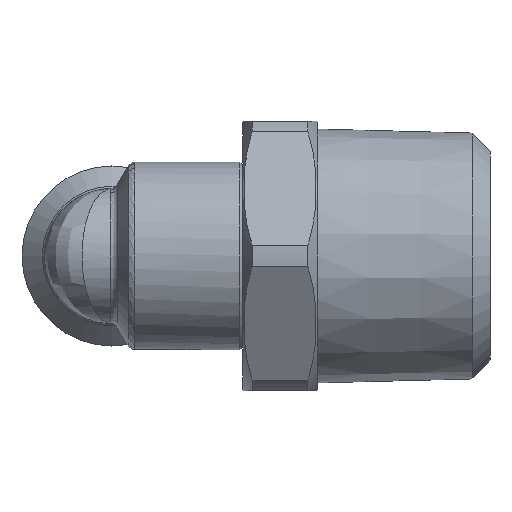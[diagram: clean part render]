
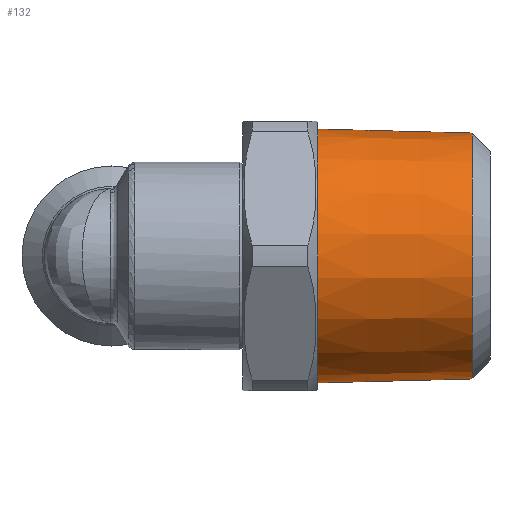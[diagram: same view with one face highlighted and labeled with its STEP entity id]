
A CAD part, left-side view. The second image highlights one B-rep face of the part: STEP entity #132.
In plain terms, the highlighted conical face has half-angle 1.47 degrees and reference radius 8.462 mm.
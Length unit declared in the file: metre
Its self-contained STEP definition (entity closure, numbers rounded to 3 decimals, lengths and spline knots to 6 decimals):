
#132 = ADVANCED_FACE( 'NONE', ( #304, #305 ), #306, .T. );
#304 = FACE_OUTER_BOUND( '', #762, .T. );
#305 = FACE_BOUND( '', #763, .T. );
#306 = CONICAL_SURFACE( '', #764, 0.008462, 0.026 );
#762 = EDGE_LOOP( '', ( #1201 ) );
#763 = EDGE_LOOP( '', ( #1202 ) );
#764 = AXIS2_PLACEMENT_3D( '', #1203, #1204, #1205 );
#1201 = ORIENTED_EDGE( '', *, *, #1518, .T. );
#1202 = ORIENTED_EDGE( '', *, *, #1515, .F. );
#1203 = CARTESIAN_POINT( '', ( 0., -0.0137, 0. ) );
#1204 = DIRECTION( '', ( 0., 1., 0. ) );
#1205 = DIRECTION( '', ( 0., 0., 1. ) );
#1515 = EDGE_CURVE( 'NONE', #1720, #1720, #1721, .T. );
#1518 = EDGE_CURVE( 'NONE', #1725, #1725, #1726, .T. );
#1720 = VERTEX_POINT( '', #2138 );
#1721 = CIRCLE( '', #2139, 0.008198 );
#1725 = VERTEX_POINT( '', #2143 );
#1726 = CIRCLE( '', #2144, 0.008462 );
#2138 = CARTESIAN_POINT( '', ( 0., -0.024, -0.008198 ) );
#2139 = AXIS2_PLACEMENT_3D( '', #2681, #2682, #2683 );
#2143 = CARTESIAN_POINT( '', ( 0., -0.0137, -0.008462 ) );
#2144 = AXIS2_PLACEMENT_3D( '', #2687, #2688, #2689 );
#2681 = CARTESIAN_POINT( '', ( 0., -0.024, 0. ) );
#2682 = DIRECTION( '', ( 0., -1., 0. ) );
#2683 = DIRECTION( '', ( 0., 0., -1. ) );
#2687 = CARTESIAN_POINT( '', ( 0., -0.0137, 0. ) );
#2688 = DIRECTION( '', ( 0., -1., 0. ) );
#2689 = DIRECTION( '', ( 0., 0., -1. ) );
